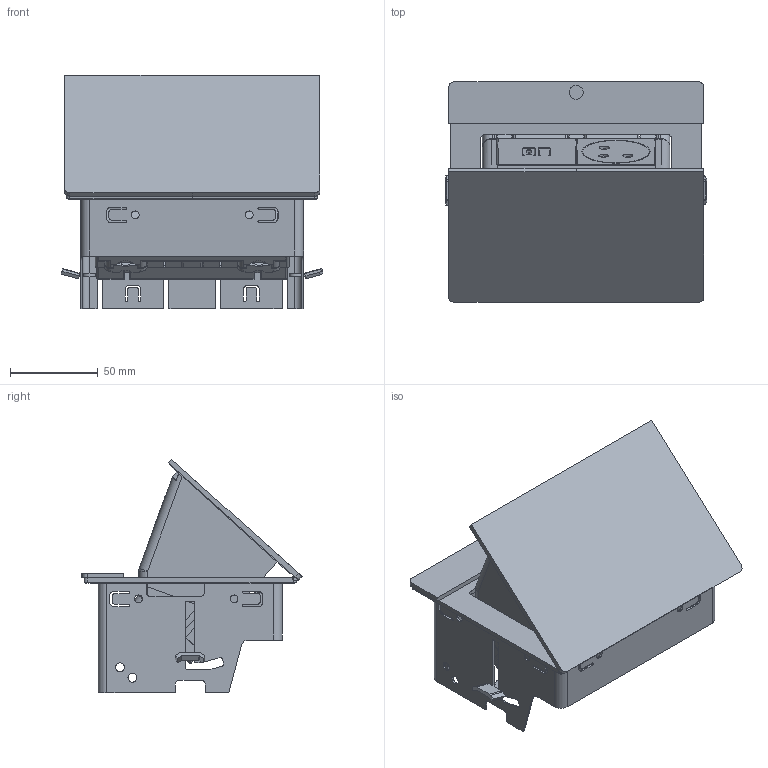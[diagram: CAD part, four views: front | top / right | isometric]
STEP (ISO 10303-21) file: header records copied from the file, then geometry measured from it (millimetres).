
FILE_DESCRIPTION(('CATIA V5 STEP Exchange','CAx-IF Rec.Pracs.--- Model Styling and Organization---1.5--- 2016-08-15','CAx-IF Rec.Pracs.---Supplemental Geometry---1.0---2011-11-01','CAx-IF Rec.Pracs.--- Composite Materials ---1.1---2010-07-15'),'2;1');
FILE_NAME('654827_SIMPLIFIE.stp','2023-09-04T09:43:09+00:00',('none'),('none'),'CATIA Version 5-6 Release 2020 SP3','CATIA V5 STEP AP214 v2','none');
FILE_SCHEMA(('AUTOMOTIVE_DESIGN { 1 0 10303 214 1 1 1 1 }'));
Length unit declared in the file: millimetre
Products named in the file (4): 654827_SIMPLIFIE; NEW_POP_UP_4MOD_CLOSE; 2P+T 45 Affleur; USB C 30W mosaic 2 module
Assembly tree (3 placements, depth 2):
  654827_SIMPLIFIE
    NEW_POP_UP_4MOD_CLOSE
    2P+T 45 Affleur
    USB C 30W mosaic 2 module
Bounding box: 149.31 x 125.63 x 133.12 mm (x, y, z)
Volume: 347906.4 mm3; surface area: 236222.5 mm2
Topology: 20 solids, 20 shells, 1333 faces, 3582 edges, 2248 vertices
Faces by surface type: cylinder 602, plane 601, torus 70, bspline 38, sphere 22
Entity records: 41641 total; most frequent: CARTESIAN_POINT 10422, ORIENTED_EDGE 7068, DIRECTION 5214, EDGE_CURVE 3534, VERTEX_POINT 2248, VECTOR 2176, LINE 2176, AXIS2_PLACEMENT_3D 2089
